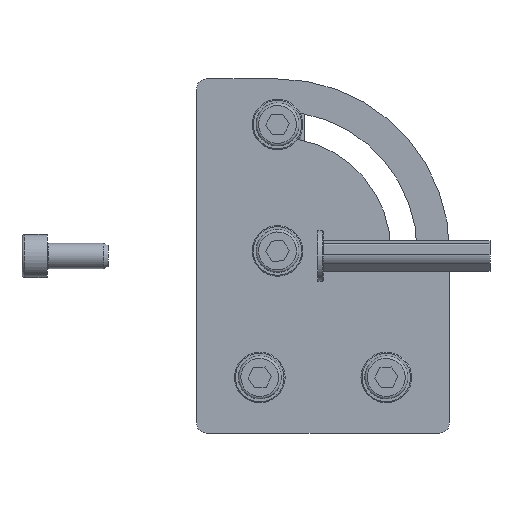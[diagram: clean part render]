
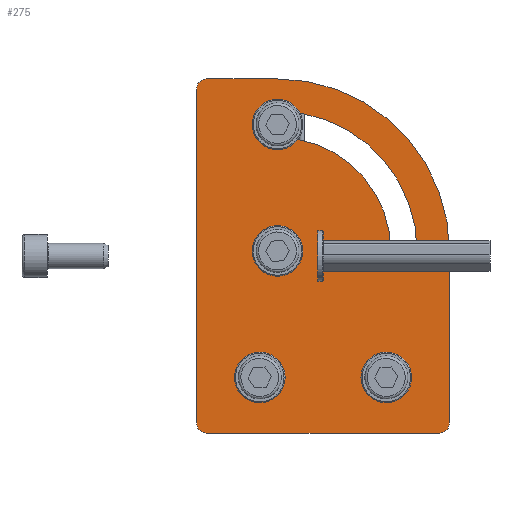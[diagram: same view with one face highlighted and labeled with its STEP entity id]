
A CAD part, front view. The second image highlights one B-rep face of the part: STEP entity #275.
In plain terms, the highlighted planar face has unit normal (0, -1, 0).
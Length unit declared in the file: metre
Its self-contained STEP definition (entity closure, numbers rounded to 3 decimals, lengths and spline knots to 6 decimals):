
#275 = ADVANCED_FACE( '', ( #418, #419, #420, #421, #422 ), #423, .T. );
#418 = FACE_BOUND( '', #677, .T. );
#419 = FACE_BOUND( '', #678, .T. );
#420 = FACE_BOUND( '', #679, .T. );
#421 = FACE_BOUND( '', #680, .T. );
#422 = FACE_OUTER_BOUND( '', #681, .T. );
#423 = PLANE( '', #682 );
#677 = EDGE_LOOP( '', ( #968, #969, #970, #971 ) );
#678 = EDGE_LOOP( '', ( #972 ) );
#679 = EDGE_LOOP( '', ( #973 ) );
#680 = EDGE_LOOP( '', ( #974 ) );
#681 = EDGE_LOOP( '', ( #975, #976, #977, #978, #979, #980, #981, #982 ) );
#682 = AXIS2_PLACEMENT_3D( '', #983, #984, #985 );
#968 = ORIENTED_EDGE( '', *, *, #1724, .F. );
#969 = ORIENTED_EDGE( '', *, *, #1725, .T. );
#970 = ORIENTED_EDGE( '', *, *, #1726, .F. );
#971 = ORIENTED_EDGE( '', *, *, #1727, .T. );
#972 = ORIENTED_EDGE( '', *, *, #1728, .F. );
#973 = ORIENTED_EDGE( '', *, *, #1729, .F. );
#974 = ORIENTED_EDGE( '', *, *, #1730, .F. );
#975 = ORIENTED_EDGE( '', *, *, #1723, .T. );
#976 = ORIENTED_EDGE( '', *, *, #1721, .T. );
#977 = ORIENTED_EDGE( '', *, *, #1731, .T. );
#978 = ORIENTED_EDGE( '', *, *, #1732, .T. );
#979 = ORIENTED_EDGE( '', *, *, #1733, .T. );
#980 = ORIENTED_EDGE( '', *, *, #1734, .T. );
#981 = ORIENTED_EDGE( '', *, *, #1735, .T. );
#982 = ORIENTED_EDGE( '', *, *, #1718, .T. );
#983 = CARTESIAN_POINT( '', ( -0.025, 0., -0.035 ) );
#984 = DIRECTION( '', ( 0., -1., 0. ) );
#985 = DIRECTION( '', ( 0., 0., -1. ) );
#1718 = EDGE_CURVE( '', #1972, #1970, #1973, .T. );
#1721 = EDGE_CURVE( '', #1977, #1975, #1978, .T. );
#1723 = EDGE_CURVE( '', #1970, #1977, #1980, .T. );
#1724 = EDGE_CURVE( '', #1981, #1982, #1983, .T. );
#1725 = EDGE_CURVE( '', #1981, #1984, #1985, .T. );
#1726 = EDGE_CURVE( '', #1986, #1984, #1987, .T. );
#1727 = EDGE_CURVE( '', #1986, #1982, #1988, .T. );
#1728 = EDGE_CURVE( '', #1989, #1989, #1990, .T. );
#1729 = EDGE_CURVE( '', #1991, #1991, #1992, .T. );
#1730 = EDGE_CURVE( '', #1993, #1993, #1994, .T. );
#1731 = EDGE_CURVE( '', #1975, #1995, #1996, .T. );
#1732 = EDGE_CURVE( '', #1995, #1997, #1998, .T. );
#1733 = EDGE_CURVE( '', #1997, #1999, #2000, .T. );
#1734 = EDGE_CURVE( '', #1999, #2001, #2002, .T. );
#1735 = EDGE_CURVE( '', #2001, #1972, #2003, .T. );
#1970 = VERTEX_POINT( '', #2357 );
#1972 = VERTEX_POINT( '', #2360 );
#1973 = CIRCLE( '', #2361, 0.002 );
#1975 = VERTEX_POINT( '', #2364 );
#1977 = VERTEX_POINT( '', #2367 );
#1978 = CIRCLE( '', #2368, 0.034 );
#1980 = LINE( '', #2371, #2372 );
#1981 = VERTEX_POINT( '', #2373 );
#1982 = VERTEX_POINT( '', #2374 );
#1983 = CIRCLE( '', #2375, 0.0026 );
#1984 = VERTEX_POINT( '', #2376 );
#1985 = CIRCLE( '', #2377, 0.0276 );
#1986 = VERTEX_POINT( '', #2378 );
#1987 = CIRCLE( '', #2379, 0.0026 );
#1988 = CIRCLE( '', #2380, 0.0224 );
#1989 = VERTEX_POINT( '', #2381 );
#1990 = CIRCLE( '', #2382, 0.0026 );
#1991 = VERTEX_POINT( '', #2383 );
#1992 = CIRCLE( '', #2384, 0.0026 );
#1993 = VERTEX_POINT( '', #2385 );
#1994 = CIRCLE( '', #2386, 0.0026 );
#1995 = VERTEX_POINT( '', #2387 );
#1996 = LINE( '', #2388, #2389 );
#1997 = VERTEX_POINT( '', #2390 );
#1998 = CIRCLE( '', #2391, 0.002 );
#1999 = VERTEX_POINT( '', #2392 );
#2000 = LINE( '', #2393, #2394 );
#2001 = VERTEX_POINT( '', #2395 );
#2002 = CIRCLE( '', #2396, 0.002 );
#2003 = LINE( '', #2397, #2398 );
#2357 = CARTESIAN_POINT( '', ( 0.025, 0., -0.033 ) );
#2360 = CARTESIAN_POINT( '', ( 0.023, 0., -0.035 ) );
#2361 = AXIS2_PLACEMENT_3D( '', #2957, #2958, #2959 );
#2364 = CARTESIAN_POINT( '', ( -0.009, 0., 0.035 ) );
#2367 = CARTESIAN_POINT( '', ( 0.025, 0., 0.001 ) );
#2368 = AXIS2_PLACEMENT_3D( '', #2962, #2963, #2964 );
#2371 = CARTESIAN_POINT( '', ( 0.025, 0., -0.035 ) );
#2372 = VECTOR( '', #2966, 1. );
#2373 = CARTESIAN_POINT( '', ( -0.009, 0., 0.0286 ) );
#2374 = CARTESIAN_POINT( '', ( -0.009, 0., 0.0234 ) );
#2375 = AXIS2_PLACEMENT_3D( '', #2967, #2968, #2969 );
#2376 = CARTESIAN_POINT( '', ( 0.0186, 0., 0.001 ) );
#2377 = AXIS2_PLACEMENT_3D( '', #2970, #2971, #2972 );
#2378 = CARTESIAN_POINT( '', ( 0.0134, 0., 0.001 ) );
#2379 = AXIS2_PLACEMENT_3D( '', #2973, #2974, #2975 );
#2380 = AXIS2_PLACEMENT_3D( '', #2976, #2977, #2978 );
#2381 = CARTESIAN_POINT( '', ( -0.0099, 0., -0.024 ) );
#2382 = AXIS2_PLACEMENT_3D( '', #2979, #2980, #2981 );
#2383 = CARTESIAN_POINT( '', ( -0.0064, 0., 0.001 ) );
#2384 = AXIS2_PLACEMENT_3D( '', #2982, #2983, #2984 );
#2385 = CARTESIAN_POINT( '', ( 0.0151, 0., -0.024 ) );
#2386 = AXIS2_PLACEMENT_3D( '', #2985, #2986, #2987 );
#2387 = CARTESIAN_POINT( '', ( -0.023, 0., 0.035 ) );
#2388 = CARTESIAN_POINT( '', ( 0.025, 0., 0.035 ) );
#2389 = VECTOR( '', #2988, 1. );
#2390 = CARTESIAN_POINT( '', ( -0.025, 0., 0.033 ) );
#2391 = AXIS2_PLACEMENT_3D( '', #2989, #2990, #2991 );
#2392 = CARTESIAN_POINT( '', ( -0.025, 0., -0.033 ) );
#2393 = CARTESIAN_POINT( '', ( -0.025, 0., 0.035 ) );
#2394 = VECTOR( '', #2992, 1. );
#2395 = CARTESIAN_POINT( '', ( -0.023, 0., -0.035 ) );
#2396 = AXIS2_PLACEMENT_3D( '', #2993, #2994, #2995 );
#2397 = CARTESIAN_POINT( '', ( -0.025, 0., -0.035 ) );
#2398 = VECTOR( '', #2996, 1. );
#2957 = CARTESIAN_POINT( '', ( 0.023, 0., -0.033 ) );
#2958 = DIRECTION( '', ( 0., -1., 0. ) );
#2959 = DIRECTION( '', ( 0., 0., -1. ) );
#2962 = CARTESIAN_POINT( '', ( -0.009, 0., 0.001 ) );
#2963 = DIRECTION( '', ( 0., -1., 0. ) );
#2964 = DIRECTION( '', ( -1., 0., 0. ) );
#2966 = DIRECTION( '', ( 0., 0., 1. ) );
#2967 = CARTESIAN_POINT( '', ( -0.009, 0., 0.026 ) );
#2968 = DIRECTION( '', ( 0., -1., 0. ) );
#2969 = DIRECTION( '', ( 1., 0., 0. ) );
#2970 = CARTESIAN_POINT( '', ( -0.009, 0., 0.001 ) );
#2971 = DIRECTION( '', ( 0., 1., 0. ) );
#2972 = DIRECTION( '', ( -1., 0., 0. ) );
#2973 = CARTESIAN_POINT( '', ( 0.016, 0., 0.001 ) );
#2974 = DIRECTION( '', ( 0., -1., 0. ) );
#2975 = DIRECTION( '', ( 1., 0., 0. ) );
#2976 = CARTESIAN_POINT( '', ( -0.009, 0., 0.001 ) );
#2977 = DIRECTION( '', ( 0., -1., 0. ) );
#2978 = DIRECTION( '', ( -1., 0., 0. ) );
#2979 = CARTESIAN_POINT( '', ( -0.0125, 0., -0.024 ) );
#2980 = DIRECTION( '', ( 0., -1., 0. ) );
#2981 = DIRECTION( '', ( 1., 0., 0. ) );
#2982 = CARTESIAN_POINT( '', ( -0.009, 0., 0.001 ) );
#2983 = DIRECTION( '', ( 0., -1., 0. ) );
#2984 = DIRECTION( '', ( 1., 0., 0. ) );
#2985 = CARTESIAN_POINT( '', ( 0.0125, 0., -0.024 ) );
#2986 = DIRECTION( '', ( 0., -1., 0. ) );
#2987 = DIRECTION( '', ( 1., 0., 0. ) );
#2988 = DIRECTION( '', ( -1., 0., 0. ) );
#2989 = CARTESIAN_POINT( '', ( -0.023, 0., 0.033 ) );
#2990 = DIRECTION( '', ( 0., -1., 0. ) );
#2991 = DIRECTION( '', ( 0., 0., -1. ) );
#2992 = DIRECTION( '', ( 0., 0., -1. ) );
#2993 = CARTESIAN_POINT( '', ( -0.023, 0., -0.033 ) );
#2994 = DIRECTION( '', ( 0., -1., 0. ) );
#2995 = DIRECTION( '', ( 0., 0., -1. ) );
#2996 = DIRECTION( '', ( 1., 0., 0. ) );
